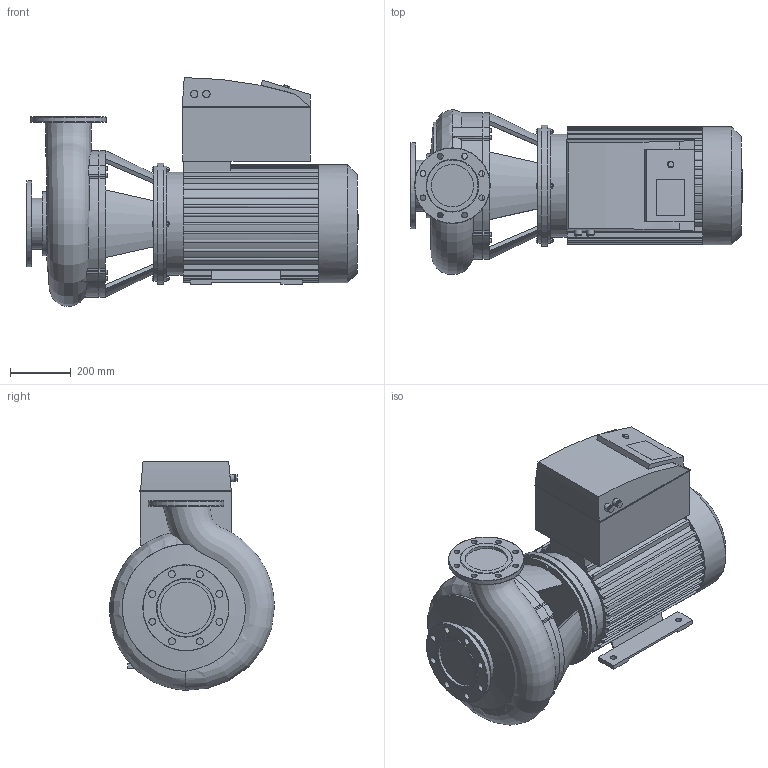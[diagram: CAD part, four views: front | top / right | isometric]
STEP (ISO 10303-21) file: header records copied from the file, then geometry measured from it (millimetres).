
FILE_DESCRIPTION(/* description */ (''),/* implementation_level */ '2;1');
FILE_NAME(/* name */ '3d_BL-E125_265-18_5_4-2189976.stp',/* time_stamp */ '2017-11-06T15:13:29+01:00',/* author */ ('Andrzej'),/* organization */ (''),/* preprocessor_version */ 'ST-DEVELOPER v16.13',/* originating_system */ 'AutoCAD Mechanical',/* authorisation */ '');
FILE_SCHEMA (('AUTOMOTIVE_DESIGN { 1 0 10303 214 3 1 1 }'));
Length unit declared in the file: millimetre
Products named in the file (1): Product
Bounding box: 1097 x 543.97 x 756 mm (x, y, z)
Volume: 152787836.6 mm3; surface area: 4415222 mm2
Topology: 13 solids, 13 shells, 589 faces, 1511 edges, 982 vertices
Faces by surface type: plane 365, cylinder 171, bspline 35, cone 10, torus 8
Full cylindrical faces by diameter (mm): 8 x4, 9 x4, 13 x4, 19 x12, 20 x3, 23 x8, 24 x2, 50 x1, 139.7 x1, 168.3 x2, 250 x1, 285 x1, 340 x1, 380 x2, 390 x1, 400 x1
Entity records: 22803 total; most frequent: CARTESIAN_POINT 8487, DIRECTION 2914, ORIENTED_EDGE 2884, EDGE_CURVE 1442, AXIS2_PLACEMENT_3D 1005, VERTEX_POINT 974, LINE 904, VECTOR 904
